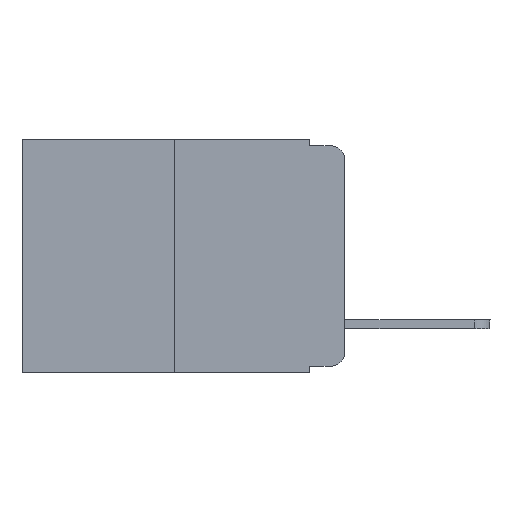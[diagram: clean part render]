
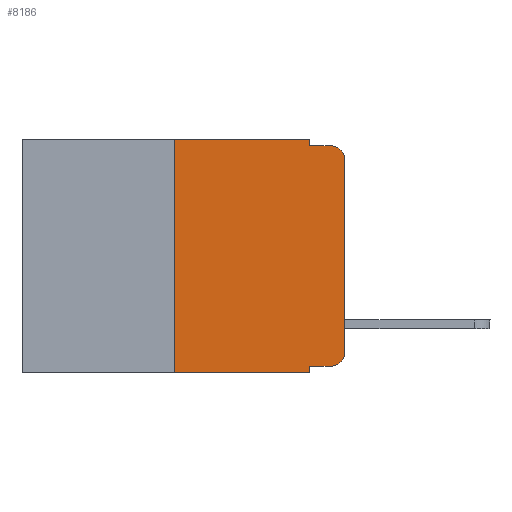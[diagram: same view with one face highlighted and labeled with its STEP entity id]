
A CAD part, left-side view. The second image highlights one B-rep face of the part: STEP entity #8186.
In plain terms, the highlighted planar face has unit normal (-1, 0, 0).
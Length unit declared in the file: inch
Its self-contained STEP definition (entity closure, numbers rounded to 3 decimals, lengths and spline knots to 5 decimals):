
#63 = EDGE_CURVE ( 'NONE', #8926, #7552, #8815, .T. ) ;
#105 = VECTOR ( 'NONE', #9898, 39.37008 ) ;
#111 = ORIENTED_EDGE ( 'NONE', *, *, #4524, .F. ) ;
#138 = CARTESIAN_POINT ( 'NONE',  ( 0., 0.25, 0. ) ) ;
#277 = VECTOR ( 'NONE', #6595, 39.37008 ) ;
#294 = CARTESIAN_POINT ( 'NONE',  ( 0., 0.051, 0. ) ) ;
#602 = LINE ( 'NONE', #7269, #105 ) ;
#609 = DIRECTION ( 'NONE',  ( 0., 0., -1. ) ) ;
#709 = CARTESIAN_POINT ( 'NONE',  ( 0., 0.02, -0.03 ) ) ;
#798 = VERTEX_POINT ( 'NONE', #6102 ) ;
#941 = ORIENTED_EDGE ( 'NONE', *, *, #1645, .T. ) ;
#967 = CIRCLE ( 'NONE', #2684, 0.02 ) ;
#1105 = LINE ( 'NONE', #7773, #6011 ) ;
#1162 = CARTESIAN_POINT ( 'NONE',  ( 0., 0.051, 0. ) ) ;
#1430 = VECTOR ( 'NONE', #5055, 39.37008 ) ;
#1587 = VERTEX_POINT ( 'NONE', #8610 ) ;
#1645 = EDGE_CURVE ( 'NONE', #3707, #9868, #10427, .T. ) ;
#1916 = DIRECTION ( 'NONE',  ( 0., -1., 0. ) ) ;
#2140 = VERTEX_POINT ( 'NONE', #10142 ) ;
#2303 = ORIENTED_EDGE ( 'NONE', *, *, #5734, .T. ) ;
#2501 = CARTESIAN_POINT ( 'NONE',  ( 0., 0.473, -0.343 ) ) ;
#2531 = DIRECTION ( 'NONE',  ( 0., 0., -1. ) ) ;
#2566 = DIRECTION ( 'NONE',  ( 0., 0., 1. ) ) ;
#2574 = DIRECTION ( 'NONE',  ( 0., -1., 0. ) ) ;
#2684 = AXIS2_PLACEMENT_3D ( 'NONE', #709, #5523, #609 ) ;
#2724 = VERTEX_POINT ( 'NONE', #5464 ) ;
#2887 = EDGE_CURVE ( 'NONE', #5454, #1587, #9967, .T. ) ;
#3126 = CARTESIAN_POINT ( 'NONE',  ( 0., 0., -0.03 ) ) ;
#3267 = VERTEX_POINT ( 'NONE', #3126 ) ;
#3469 = DIRECTION ( 'NONE',  ( 1., 0., 0. ) ) ;
#3625 = DIRECTION ( 'NONE',  ( 0., 0., -1. ) ) ;
#3634 = LINE ( 'NONE', #2501, #1430 ) ;
#3698 = CARTESIAN_POINT ( 'NONE',  ( 0., 0.02, -0.313 ) ) ;
#3707 = VERTEX_POINT ( 'NONE', #8850 ) ;
#3970 = AXIS2_PLACEMENT_3D ( 'NONE', #3698, #5341, #3625 ) ;
#4019 = LINE ( 'NONE', #8890, #8294 ) ;
#4046 = ORIENTED_EDGE ( 'NONE', *, *, #9289, .T. ) ;
#4068 = LINE ( 'NONE', #4143, #10444 ) ;
#4127 = CARTESIAN_POINT ( 'NONE',  ( 0., 0., -0.313 ) ) ;
#4143 = CARTESIAN_POINT ( 'NONE',  ( 0., 0.051, 0. ) ) ;
#4280 = DIRECTION ( 'NONE',  ( 0., 0., -1. ) ) ;
#4524 = EDGE_CURVE ( 'NONE', #2724, #798, #4068, .T. ) ;
#4937 = LINE ( 'NONE', #4955, #277 ) ;
#4955 = CARTESIAN_POINT ( 'NONE',  ( 0., 0.051, -0.01 ) ) ;
#5055 = DIRECTION ( 'NONE',  ( 0., -1., 0. ) ) ;
#5122 = ORIENTED_EDGE ( 'NONE', *, *, #8931, .T. ) ;
#5246 = EDGE_CURVE ( 'NONE', #7552, #2140, #4937, .T. ) ;
#5252 = VECTOR ( 'NONE', #2566, 39.37008 ) ;
#5341 = DIRECTION ( 'NONE',  ( -1., 0., 0. ) ) ;
#5437 = CARTESIAN_POINT ( 'NONE',  ( 0., 0.25, -0.343 ) ) ;
#5454 = VERTEX_POINT ( 'NONE', #5437 ) ;
#5464 = CARTESIAN_POINT ( 'NONE',  ( 0., 0.051, -0.333 ) ) ;
#5488 = ORIENTED_EDGE ( 'NONE', *, *, #8140, .T. ) ;
#5523 = DIRECTION ( 'NONE',  ( -1., 0., 0. ) ) ;
#5659 = EDGE_CURVE ( 'NONE', #1587, #8926, #4019, .T. ) ;
#5734 = EDGE_CURVE ( 'NONE', #5454, #798, #3634, .T. ) ;
#6011 = VECTOR ( 'NONE', #1916, 39.37008 ) ;
#6102 = CARTESIAN_POINT ( 'NONE',  ( 0., 0.051, -0.343 ) ) ;
#6547 = ORIENTED_EDGE ( 'NONE', *, *, #5246, .F. ) ;
#6595 = DIRECTION ( 'NONE',  ( 0., -1., 0. ) ) ;
#6934 = FACE_OUTER_BOUND ( 'NONE', #8442, .T. ) ;
#7026 = ORIENTED_EDGE ( 'NONE', *, *, #5659, .F. ) ;
#7269 = CARTESIAN_POINT ( 'NONE',  ( 0., 0., 0. ) ) ;
#7337 = ORIENTED_EDGE ( 'NONE', *, *, #63, .F. ) ;
#7386 = DIRECTION ( 'NONE',  ( 0., 0., -1. ) ) ;
#7552 = VERTEX_POINT ( 'NONE', #9169 ) ;
#7773 = CARTESIAN_POINT ( 'NONE',  ( 0., 0.051, -0.333 ) ) ;
#8140 = EDGE_CURVE ( 'NONE', #9868, #3267, #602, .T. ) ;
#8186 = ADVANCED_FACE ( 'NONE', ( #6934 ), #10012, .F. ) ;
#8294 = VECTOR ( 'NONE', #2574, 39.37008 ) ;
#8422 = CARTESIAN_POINT ( 'NONE',  ( 0., 0.473, 0. ) ) ;
#8442 = EDGE_LOOP ( 'NONE', ( #5488, #4046, #6547, #7337, #7026, #10230, #2303, #111, #5122, #941 ) ) ;
#8610 = CARTESIAN_POINT ( 'NONE',  ( 0., 0.25, 0. ) ) ;
#8815 = LINE ( 'NONE', #1162, #9483 ) ;
#8850 = CARTESIAN_POINT ( 'NONE',  ( 0., 0.02, -0.333 ) ) ;
#8890 = CARTESIAN_POINT ( 'NONE',  ( 0., 0.473, 0. ) ) ;
#8926 = VERTEX_POINT ( 'NONE', #294 ) ;
#8931 = EDGE_CURVE ( 'NONE', #2724, #3707, #1105, .T. ) ;
#8967 = AXIS2_PLACEMENT_3D ( 'NONE', #8422, #3469, #2531 ) ;
#9169 = CARTESIAN_POINT ( 'NONE',  ( 0., 0.051, -0.01 ) ) ;
#9289 = EDGE_CURVE ( 'NONE', #3267, #2140, #967, .T. ) ;
#9483 = VECTOR ( 'NONE', #4280, 39.37008 ) ;
#9868 = VERTEX_POINT ( 'NONE', #4127 ) ;
#9898 = DIRECTION ( 'NONE',  ( 0., 0., 1. ) ) ;
#9967 = LINE ( 'NONE', #138, #5252 ) ;
#10012 = PLANE ( 'NONE',  #8967 ) ;
#10142 = CARTESIAN_POINT ( 'NONE',  ( 0., 0.02, -0.01 ) ) ;
#10230 = ORIENTED_EDGE ( 'NONE', *, *, #2887, .F. ) ;
#10427 = CIRCLE ( 'NONE', #3970, 0.02 ) ;
#10444 = VECTOR ( 'NONE', #7386, 39.37008 ) ;
